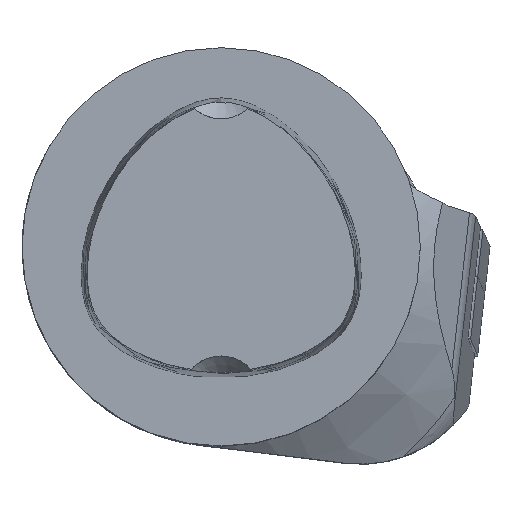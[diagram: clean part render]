
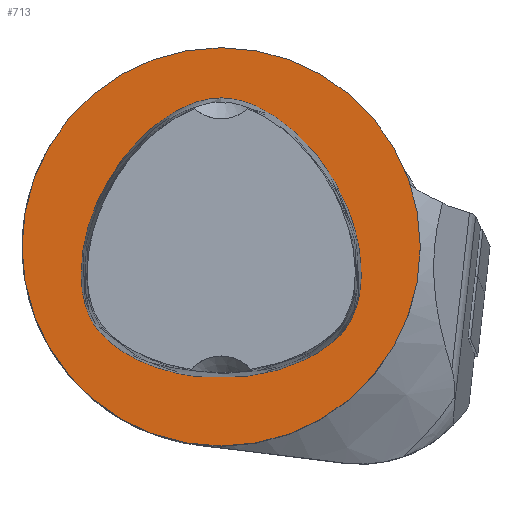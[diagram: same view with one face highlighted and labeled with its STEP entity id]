
A CAD part, top view. The second image highlights one B-rep face of the part: STEP entity #713.
In plain terms, the highlighted planar face has unit normal (0, 0, 1).
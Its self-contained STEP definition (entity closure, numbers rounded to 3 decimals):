
#298=EDGE_CURVE('240[2]',#874,#874,#875,.T.);
#382=EDGE_CURVE('240[2]',#1011,#1012,#1013,.T.);
#542=EDGE_CURVE('240[2]',#1012,#1011,#1242,.T.);
#713=ADVANCED_FACE('240[2]',(#1453,#1454),#1455,.T.);
#874=VERTEX_POINT('',#1627);
#875=CIRCLE('',#1628,20.0);
#1011=VERTEX_POINT('',#1834);
#1012=VERTEX_POINT('',#1835);
#1013=B_SPLINE_CURVE_WITH_KNOTS('',3,(#1836,#1837,#1838,#1839,#1840,#1841,#1842,#1843,#1844,#1845,#1846,#1847,#1848,#1849,#1850,#1851,#1852,#1853,#1854,#1855,#1856,#1857,#1858,#1859,#1860,#1861),.UNSPECIFIED.,.F.,.F.,(4,2,2,2,2,2,2,2,2,2,2,2,4),(15.139,16.506,22.667,29.299,37.233,45.115,49.361,52.931,56.288,60.846,63.573,67.984,70.023),.UNSPECIFIED.);
#1242=B_SPLINE_CURVE_WITH_KNOTS('',3,(#2400,#2401,#2402,#2403,#2404,#2405,#2406,#2407,#2408,#2409,#2410,#2411,#2412,#2413,#2414,#2415,#2416,#2417,#2418,#2419,#2420,#2421,#2422,#2423,#2424,#2425,#2426,#2427,#2428,#2429,#2430,#2431,#2432),.UNSPECIFIED.,.F.,.F.,(4,2,2,2,2,2,2,2,2,2,2,2,3,2,2,4),(70.023,70.26,75.396,78.5,82.294,88.85,117.422,137.217,151.184,162.531,166.795,168.203,169.32,176.715,181.104,184.459),.UNSPECIFIED.);
#1453=FACE_OUTER_BOUND('',#2817,.T.);
#1454=FACE_BOUND('',#2818,.T.);
#1455=PLANE('',#2819);
#1627=CARTESIAN_POINT('',(20.0,0.,0.));
#1628=AXIS2_PLACEMENT_3D('',#4117,#4118,#4119);
#1834=CARTESIAN_POINT('',(0.,14.963,0.));
#1835=CARTESIAN_POINT('',(0.,-13.059,0.));
#1836=CARTESIAN_POINT('',(0.,14.962,0.));
#1837=CARTESIAN_POINT('',(-0.24,14.963,0.));
#1838=CARTESIAN_POINT('',(-0.443,14.952,0.));
#1839=CARTESIAN_POINT('',(-1.334,14.873,0.));
#1840=CARTESIAN_POINT('',(-2.198,14.685,0.));
#1841=CARTESIAN_POINT('',(-4.306,13.811,0.));
#1842=CARTESIAN_POINT('',(-5.566,13.093,0.));
#1843=CARTESIAN_POINT('',(-8.521,10.629,0.));
#1844=CARTESIAN_POINT('',(-10.063,8.863,0.));
#1845=CARTESIAN_POINT('',(-12.588,4.555,0.));
#1846=CARTESIAN_POINT('',(-13.545,2.061,0.));
#1847=CARTESIAN_POINT('',(-14.106,-1.961,0.));
#1848=CARTESIAN_POINT('',(-14.14,-3.482,0.));
#1849=CARTESIAN_POINT('',(-13.633,-6.175,0.));
#1850=CARTESIAN_POINT('',(-13.236,-7.069,0.));
#1851=CARTESIAN_POINT('',(-12.305,-8.495,0.));
#1852=CARTESIAN_POINT('',(-11.702,-9.177,0.));
#1853=CARTESIAN_POINT('',(-9.55,-10.84,0.));
#1854=CARTESIAN_POINT('',(-8.161,-11.508,0.));
#1855=CARTESIAN_POINT('',(-6.122,-12.264,0.));
#1856=CARTESIAN_POINT('',(-5.298,-12.52,0.));
#1857=CARTESIAN_POINT('',(-2.477,-13.089,0.));
#1858=CARTESIAN_POINT('',(-1.525,-13.075,0.));
#1859=CARTESIAN_POINT('',(-0.63,-13.066,0.));
#1860=CARTESIAN_POINT('',(-0.393,-13.059,0.));
#1861=CARTESIAN_POINT('',(0.,-13.059,0.));
#2400=CARTESIAN_POINT('',(0.,-13.059,0.));
#2401=CARTESIAN_POINT('',(0.046,-13.059,0.));
#2402=CARTESIAN_POINT('',(0.094,-13.06,0.));
#2403=CARTESIAN_POINT('',(1.234,-13.067,0.));
#2404=CARTESIAN_POINT('',(1.971,-13.134,0.));
#2405=CARTESIAN_POINT('',(4.587,-12.683,0.));
#2406=CARTESIAN_POINT('',(5.603,-12.442,0.));
#2407=CARTESIAN_POINT('',(8.251,-11.482,0.));
#2408=CARTESIAN_POINT('',(9.087,-10.996,0.));
#2409=CARTESIAN_POINT('',(10.126,-10.369,0.));
#2410=CARTESIAN_POINT('',(10.752,-9.904,0.));
#2411=CARTESIAN_POINT('',(11.774,-9.13,0.));
#2412=CARTESIAN_POINT('',(12.345,-8.566,0.));
#2413=CARTESIAN_POINT('',(13.212,-7.07,0.));
#2414=CARTESIAN_POINT('',(13.602,-6.194,0.));
#2415=CARTESIAN_POINT('',(13.999,-4.315,0.));
#2416=CARTESIAN_POINT('',(14.146,-3.086,0.));
#2417=CARTESIAN_POINT('',(13.9,-0.125,0.));
#2418=CARTESIAN_POINT('',(13.607,1.352,0.));
#2419=CARTESIAN_POINT('',(12.876,3.488,0.));
#2420=CARTESIAN_POINT('',(12.617,4.164,0.));
#2421=CARTESIAN_POINT('',(12.113,5.242,0.));
#2422=CARTESIAN_POINT('',(11.959,5.559,0.));
#2423=CARTESIAN_POINT('',(11.563,6.301,0.));
#2424=CARTESIAN_POINT('',(11.379,6.625,0.));
#2425=CARTESIAN_POINT('',(11.186,6.943,0.));
#2426=CARTESIAN_POINT('',(9.912,9.053,0.));
#2427=CARTESIAN_POINT('',(8.2,11.05,0.));
#2428=CARTESIAN_POINT('',(4.939,13.468,0.));
#2429=CARTESIAN_POINT('',(3.637,14.174,0.));
#2430=CARTESIAN_POINT('',(1.4,14.88,0.));
#2431=CARTESIAN_POINT('',(0.589,14.959,0.));
#2432=CARTESIAN_POINT('',(0.,14.962,0.));
#2817=EDGE_LOOP('',(#4757));
#2818=EDGE_LOOP('',(#4758,#4759));
#2819=AXIS2_PLACEMENT_3D('',#4760,#4761,#4762);
#4117=CARTESIAN_POINT('',(0.0,0.0,0.0));
#4118=DIRECTION('',(0.,0.0,1.0));
#4119=DIRECTION('',(-1.0,0.,0.));
#4757=ORIENTED_EDGE('',*,*,#298,.T.);
#4758=ORIENTED_EDGE('',*,*,#382,.F.);
#4759=ORIENTED_EDGE('',*,*,#542,.F.);
#4760=CARTESIAN_POINT('',(19.7,0.,0.));
#4761=DIRECTION('',(0.,0.,1.0));
#4762=DIRECTION('',(1.0,0.0,0.));
